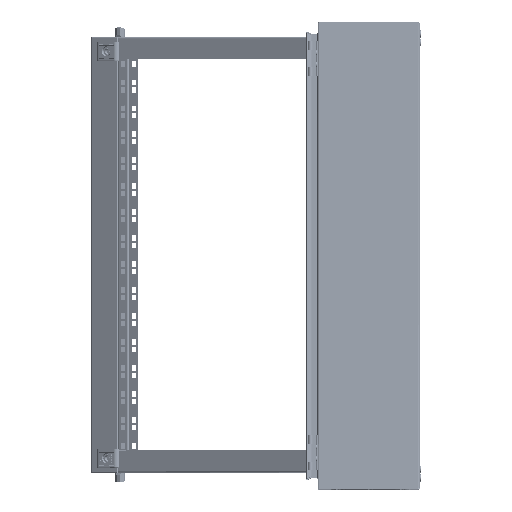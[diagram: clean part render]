
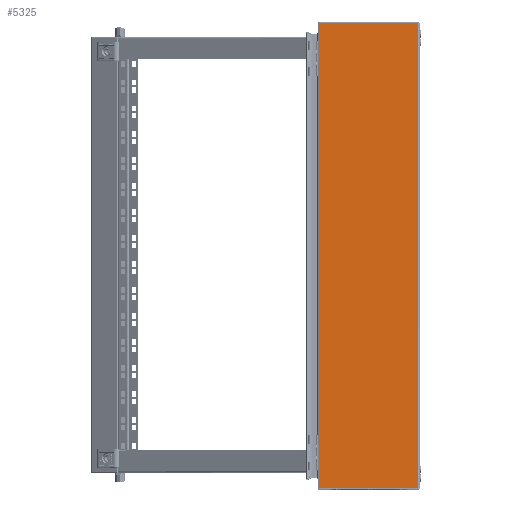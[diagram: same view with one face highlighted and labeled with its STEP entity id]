
A CAD part, top view. The second image highlights one B-rep face of the part: STEP entity #5325.
In plain terms, the highlighted face is planar.
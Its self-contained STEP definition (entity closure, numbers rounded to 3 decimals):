
#5325 = ADVANCED_FACE ( 'NONE', ( #68215 ), #68217, .F. ) ;
#56725 = EDGE_CURVE ( 'NONE', #144805, #144809, #153658, .T. ) ;
#56730 = EDGE_CURVE ( 'NONE', #144820, #144822, #153655, .T. ) ;
#56734 = EDGE_CURVE ( 'NONE', #144809, #144822, #153661, .T. ) ;
#56742 = EDGE_CURVE ( 'NONE', #144805, #144820, #153670, .T. ) ;
#68208 = CARTESIAN_POINT ( 'NONE',  ( -398.5, -300., 172. ) ) ;
#68215 = FACE_OUTER_BOUND ( 'NONE', #157940, .T. ) ;
#68217 = PLANE ( 'NONE',  #165193 ) ;
#68223 = DIRECTION ( 'NONE',  ( 0., 1., 0. ) ) ;
#68225 = DIRECTION ( 'NONE',  ( 0., 0., 1. ) ) ;
#69704 = VECTOR ( 'NONE', #153692, 1000. ) ;
#69705 = VECTOR ( 'NONE', #153681, 1000. ) ;
#69706 = VECTOR ( 'NONE', #153677, 1000. ) ;
#69710 = VECTOR ( 'NONE', #153672, 1000. ) ;
#123471 = CARTESIAN_POINT ( 'NONE',  ( 398.4, -300., 1.5 ) ) ;
#123475 = CARTESIAN_POINT ( 'NONE',  ( 398.4, -300., 170.5 ) ) ;
#123483 = CARTESIAN_POINT ( 'NONE',  ( -398.4, -300., 1.5 ) ) ;
#123485 = CARTESIAN_POINT ( 'NONE',  ( -398.4, -300., 170.5 ) ) ;
#135071 = ORIENTED_EDGE ( 'NONE', *, *, #56734, .T. ) ;
#135072 = ORIENTED_EDGE ( 'NONE', *, *, #56730, .F. ) ;
#135073 = ORIENTED_EDGE ( 'NONE', *, *, #56742, .F. ) ;
#135074 = ORIENTED_EDGE ( 'NONE', *, *, #56725, .T. ) ;
#144805 = VERTEX_POINT ( 'NONE', #123471 ) ;
#144809 = VERTEX_POINT ( 'NONE', #123475 ) ;
#144820 = VERTEX_POINT ( 'NONE', #123483 ) ;
#144822 = VERTEX_POINT ( 'NONE', #123485 ) ;
#153655 = LINE ( 'NONE', #153674, #69706 ) ;
#153658 = LINE ( 'NONE', #153667, #69710 ) ;
#153661 = LINE ( 'NONE', #153679, #69705 ) ;
#153667 = CARTESIAN_POINT ( 'NONE',  ( 398.4, -300., 1.5 ) ) ;
#153670 = LINE ( 'NONE', #153690, #69704 ) ;
#153672 = DIRECTION ( 'NONE',  ( 0., 0., 1. ) ) ;
#153674 = CARTESIAN_POINT ( 'NONE',  ( -398.4, -300., 1.5 ) ) ;
#153677 = DIRECTION ( 'NONE',  ( 0., 0., 1. ) ) ;
#153679 = CARTESIAN_POINT ( 'NONE',  ( 397.793, -300., 170.5 ) ) ;
#153681 = DIRECTION ( 'NONE',  ( -1., 0., 0. ) ) ;
#153690 = CARTESIAN_POINT ( 'NONE',  ( -398.5, -300., 1.5 ) ) ;
#153692 = DIRECTION ( 'NONE',  ( -1., 0., 0. ) ) ;
#157940 = EDGE_LOOP ( 'NONE', ( #135071, #135072, #135073, #135074 ) ) ;
#165193 = AXIS2_PLACEMENT_3D ( 'NONE', #68208, #68223, #68225 ) ;
